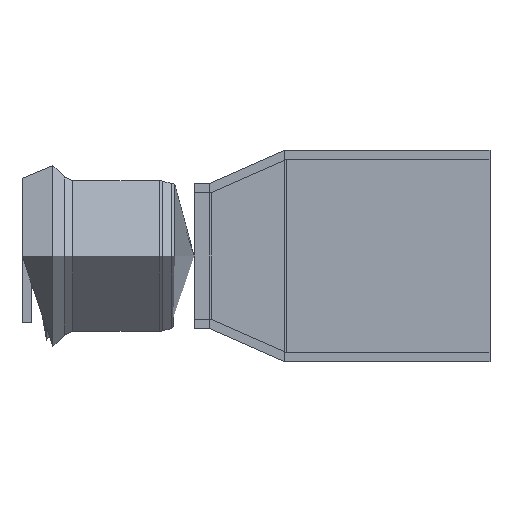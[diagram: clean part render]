
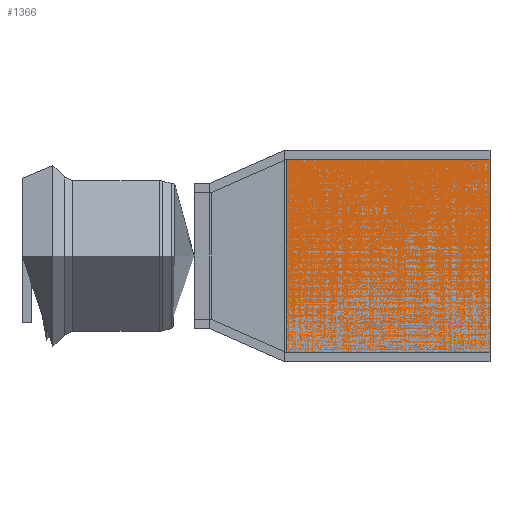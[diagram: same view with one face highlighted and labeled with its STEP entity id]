
A CAD part, top view. The second image highlights one B-rep face of the part: STEP entity #1366.
In plain terms, the highlighted free-form (B-spline) face has degree [1, 2] with [2, 9] control points.
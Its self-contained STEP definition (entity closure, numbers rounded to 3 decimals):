
#1322 = VERTEX_POINT('',#1323);
#1323 = CARTESIAN_POINT('',(-15.315,-16.,0.));
#1328 = EDGE_CURVE('',#1329,#1322,#1331,.T.);
#1329 = VERTEX_POINT('',#1330);
#1330 = CARTESIAN_POINT('',(-15.315,16.,0.));
#1331 = ( BOUNDED_CURVE() B_SPLINE_CURVE(2,(#1332,#1333,#1334,#1335,
#1336),.UNSPECIFIED.,.F.,.F.) B_SPLINE_CURVE_WITH_KNOTS((3,2,3),(0.,
1.571,3.142),.UNSPECIFIED.) CURVE() 
GEOMETRIC_REPRESENTATION_ITEM() RATIONAL_B_SPLINE_CURVE((1.,
0.707,1.,0.707,1.)) REPRESENTATION_ITEM('') );
#1332 = CARTESIAN_POINT('',(-15.315,16.,0.));
#1333 = CARTESIAN_POINT('',(-15.315,16.,16.));
#1334 = CARTESIAN_POINT('',(-15.315,0.,16.));
#1335 = CARTESIAN_POINT('',(-15.315,-16.,16.));
#1336 = CARTESIAN_POINT('',(-15.315,-16.,0.));
#1338 = EDGE_CURVE('',#1322,#1329,#1339,.T.);
#1339 = ( BOUNDED_CURVE() B_SPLINE_CURVE(2,(#1340,#1341,#1342,#1343,
#1344),.UNSPECIFIED.,.F.,.F.) B_SPLINE_CURVE_WITH_KNOTS((3,2,3),(
    3.142,4.712,6.283),
.PIECEWISE_BEZIER_KNOTS.) CURVE() GEOMETRIC_REPRESENTATION_ITEM() 
RATIONAL_B_SPLINE_CURVE((1.,0.707,1.,0.707,1.)) 
REPRESENTATION_ITEM('') );
#1340 = CARTESIAN_POINT('',(-15.315,-16.,0.));
#1341 = CARTESIAN_POINT('',(-15.315,-16.,-16.));
#1342 = CARTESIAN_POINT('',(-15.315,0.,-16.));
#1343 = CARTESIAN_POINT('',(-15.315,16.,-16.));
#1344 = CARTESIAN_POINT('',(-15.315,16.,0.));
#1366 = ADVANCED_FACE('',(#1367),#1397,.T.);
#1367 = FACE_BOUND('',#1368,.T.);
#1368 = EDGE_LOOP('',(#1369,#1370,#1377,#1387,#1395,#1396));
#1369 = ORIENTED_EDGE('',*,*,#1328,.T.);
#1370 = ORIENTED_EDGE('',*,*,#1371,.T.);
#1371 = EDGE_CURVE('',#1322,#1372,#1374,.T.);
#1372 = VERTEX_POINT('',#1373);
#1373 = CARTESIAN_POINT('',(-49.,-16.,0.));
#1374 = B_SPLINE_CURVE_WITH_KNOTS('',1,(#1375,#1376),.UNSPECIFIED.,.F.,
  .F.,(2,2),(-1.053,1.053),.PIECEWISE_BEZIER_KNOTS.);
#1375 = CARTESIAN_POINT('',(-15.315,-16.,0.));
#1376 = CARTESIAN_POINT('',(-49.,-16.,0.));
#1377 = ORIENTED_EDGE('',*,*,#1378,.F.);
#1378 = EDGE_CURVE('',#1379,#1372,#1381,.T.);
#1379 = VERTEX_POINT('',#1380);
#1380 = CARTESIAN_POINT('',(-49.,16.,0.));
#1381 = ( BOUNDED_CURVE() B_SPLINE_CURVE(2,(#1382,#1383,#1384,#1385,
#1386),.UNSPECIFIED.,.F.,.F.) B_SPLINE_CURVE_WITH_KNOTS((3,2,3),(0.,
1.571,3.142),.UNSPECIFIED.) CURVE() 
GEOMETRIC_REPRESENTATION_ITEM() RATIONAL_B_SPLINE_CURVE((1.,
0.707,1.,0.707,1.)) REPRESENTATION_ITEM('') );
#1382 = CARTESIAN_POINT('',(-49.,16.,0.));
#1383 = CARTESIAN_POINT('',(-49.,16.,16.));
#1384 = CARTESIAN_POINT('',(-49.,0.,16.));
#1385 = CARTESIAN_POINT('',(-49.,-16.,16.));
#1386 = CARTESIAN_POINT('',(-49.,-16.,0.));
#1387 = ORIENTED_EDGE('',*,*,#1388,.F.);
#1388 = EDGE_CURVE('',#1372,#1379,#1389,.T.);
#1389 = ( BOUNDED_CURVE() B_SPLINE_CURVE(2,(#1390,#1391,#1392,#1393,
#1394),.UNSPECIFIED.,.F.,.F.) B_SPLINE_CURVE_WITH_KNOTS((3,2,3),(
    3.142,4.712,6.283),
.PIECEWISE_BEZIER_KNOTS.) CURVE() GEOMETRIC_REPRESENTATION_ITEM() 
RATIONAL_B_SPLINE_CURVE((1.,0.707,1.,0.707,1.)) 
REPRESENTATION_ITEM('') );
#1390 = CARTESIAN_POINT('',(-49.,-16.,0.));
#1391 = CARTESIAN_POINT('',(-49.,-16.,-16.));
#1392 = CARTESIAN_POINT('',(-49.,0.,-16.));
#1393 = CARTESIAN_POINT('',(-49.,16.,-16.));
#1394 = CARTESIAN_POINT('',(-49.,16.,0.));
#1395 = ORIENTED_EDGE('',*,*,#1371,.F.);
#1396 = ORIENTED_EDGE('',*,*,#1338,.T.);
#1397 = ( BOUNDED_SURFACE() B_SPLINE_SURFACE(1,2,(
    (#1398,#1399,#1400,#1401,#1402,#1403,#1404,#1405,#1406)
    ,(#1407,#1408,#1409,#1410,#1411,#1412,#1413,#1414,#1415
)),.UNSPECIFIED.,.F.,.T.,.F.) B_SPLINE_SURFACE_WITH_KNOTS((2,2),(1,2,2,2
    ,2,2,1),(-1.053,1.053),(-4.712,
    -3.142,-1.571,0.,1.571,3.142,
4.712),.UNSPECIFIED.) GEOMETRIC_REPRESENTATION_ITEM() 
RATIONAL_B_SPLINE_SURFACE((
    (1.,0.707,1.,0.707,1.,0.707,1.
      ,0.707,1.)
    ,(1.,0.707,1.,0.707,1.,0.707,1.
,0.707,1.))) REPRESENTATION_ITEM('') SURFACE() );
#1398 = CARTESIAN_POINT('',(-49.,-16.,0.));
#1399 = CARTESIAN_POINT('',(-49.,-16.,-16.));
#1400 = CARTESIAN_POINT('',(-49.,0.,-16.));
#1401 = CARTESIAN_POINT('',(-49.,16.,-16.));
#1402 = CARTESIAN_POINT('',(-49.,16.,0.));
#1403 = CARTESIAN_POINT('',(-49.,16.,16.));
#1404 = CARTESIAN_POINT('',(-49.,0.,16.));
#1405 = CARTESIAN_POINT('',(-49.,-16.,16.));
#1406 = CARTESIAN_POINT('',(-49.,-16.,0.));
#1407 = CARTESIAN_POINT('',(-15.315,-16.,0.));
#1408 = CARTESIAN_POINT('',(-15.315,-16.,-16.));
#1409 = CARTESIAN_POINT('',(-15.315,0.,-16.));
#1410 = CARTESIAN_POINT('',(-15.315,16.,-16.));
#1411 = CARTESIAN_POINT('',(-15.315,16.,0.));
#1412 = CARTESIAN_POINT('',(-15.315,16.,16.));
#1413 = CARTESIAN_POINT('',(-15.315,0.,16.));
#1414 = CARTESIAN_POINT('',(-15.315,-16.,16.));
#1415 = CARTESIAN_POINT('',(-15.315,-16.,0.));
